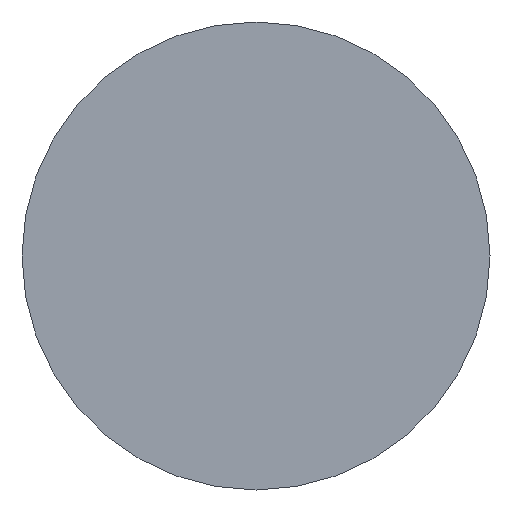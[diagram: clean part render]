
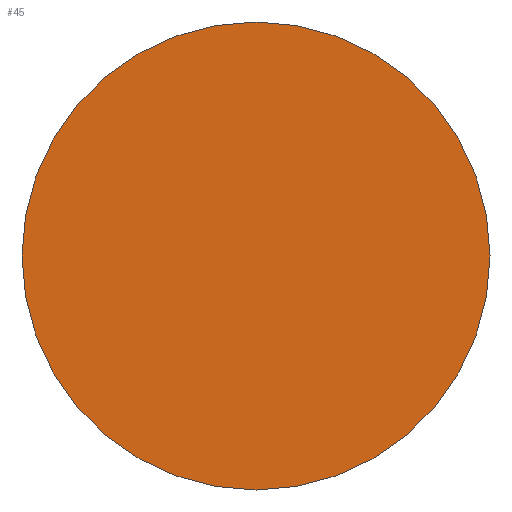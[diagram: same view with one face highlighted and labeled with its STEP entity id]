
A CAD part, front view. The second image highlights one B-rep face of the part: STEP entity #45.
In plain terms, the highlighted planar face has unit normal (0, -1, 0).
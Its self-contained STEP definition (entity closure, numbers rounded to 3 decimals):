
#1 = PLANE ( 'NONE',  #131 ) ;
#12 = EDGE_LOOP ( 'NONE', ( #141, #16 ) ) ;
#16 = ORIENTED_EDGE ( 'NONE', *, *, #138, .F. ) ;
#24 = CARTESIAN_POINT ( 'NONE',  ( 0., 0., 0. ) ) ;
#36 = CARTESIAN_POINT ( 'NONE',  ( 0., 0., 0. ) ) ;
#45 = ADVANCED_FACE ( 'NONE', ( #197 ), #1, .T. ) ;
#55 = CARTESIAN_POINT ( 'NONE',  ( 12.5, 0., 0. ) ) ;
#64 = DIRECTION ( 'NONE',  ( 0., -1., 0. ) ) ;
#66 = CIRCLE ( 'NONE', #142, 12.5 ) ;
#100 = CARTESIAN_POINT ( 'NONE',  ( 0., 0., 0. ) ) ;
#103 = DIRECTION ( 'NONE',  ( -1., 0., 0. ) ) ;
#104 = DIRECTION ( 'NONE',  ( -1., 0., 0. ) ) ;
#115 = DIRECTION ( 'NONE',  ( 0., 1., 0. ) ) ;
#131 = AXIS2_PLACEMENT_3D ( 'NONE', #100, #64, #186 ) ;
#138 = EDGE_CURVE ( 'NONE', #169, #147, #196, .T. ) ;
#141 = ORIENTED_EDGE ( 'NONE', *, *, #185, .F. ) ;
#142 = AXIS2_PLACEMENT_3D ( 'NONE', #24, #115, #104 ) ;
#147 = VERTEX_POINT ( 'NONE', #149 ) ;
#149 = CARTESIAN_POINT ( 'NONE',  ( -12.5, 0., 0. ) ) ;
#164 = DIRECTION ( 'NONE',  ( 0., 1., 0. ) ) ;
#169 = VERTEX_POINT ( 'NONE', #55 ) ;
#185 = EDGE_CURVE ( 'NONE', #147, #169, #66, .T. ) ;
#186 = DIRECTION ( 'NONE',  ( 1., 0., 0. ) ) ;
#194 = AXIS2_PLACEMENT_3D ( 'NONE', #36, #164, #103 ) ;
#196 = CIRCLE ( 'NONE', #194, 12.5 ) ;
#197 = FACE_OUTER_BOUND ( 'NONE', #12, .T. ) ;
